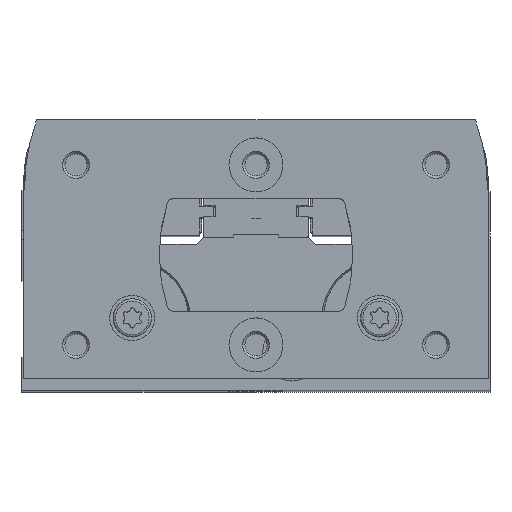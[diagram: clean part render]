
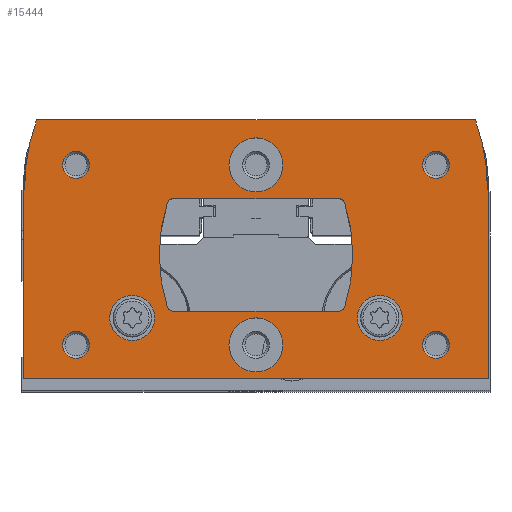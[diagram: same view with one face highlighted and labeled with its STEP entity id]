
A CAD part, top view. The second image highlights one B-rep face of the part: STEP entity #15444.
In plain terms, the highlighted planar face has unit normal (0, 0, 1).
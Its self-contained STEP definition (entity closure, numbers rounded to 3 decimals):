
#564=LINE('',#24115,#1442);
#569=LINE('',#24125,#1447);
#588=LINE('',#24174,#1466);
#594=LINE('',#24186,#1472);
#608=LINE('',#24257,#1486);
#610=LINE('',#24260,#1488);
#611=LINE('',#24318,#1489);
#612=LINE('',#24338,#1490);
#1442=VECTOR('',#19572,1000.);
#1447=VECTOR('',#19579,1000.);
#1466=VECTOR('',#19616,1000.);
#1472=VECTOR('',#19626,1000.);
#1486=VECTOR('',#19678,1000.);
#1488=VECTOR('',#19682,1000.);
#1489=VECTOR('',#19741,1000.);
#1490=VECTOR('',#19762,1000.);
#2041=PLANE('',#16707);
#3774=ORIENTED_EDGE('',*,*,#6847,.F.);
#3775=ORIENTED_EDGE('',*,*,#6848,.F.);
#3776=ORIENTED_EDGE('',*,*,#6849,.T.);
#3777=ORIENTED_EDGE('',*,*,#6850,.T.);
#3778=ORIENTED_EDGE('',*,*,#6851,.T.);
#3779=ORIENTED_EDGE('',*,*,#6852,.T.);
#3780=ORIENTED_EDGE('',*,*,#6853,.T.);
#3781=ORIENTED_EDGE('',*,*,#6854,.T.);
#3782=ORIENTED_EDGE('',*,*,#6798,.F.);
#3783=ORIENTED_EDGE('',*,*,#6815,.F.);
#3784=ORIENTED_EDGE('',*,*,#6810,.F.);
#3785=ORIENTED_EDGE('',*,*,#6807,.F.);
#3786=ORIENTED_EDGE('',*,*,#6855,.F.);
#3787=ORIENTED_EDGE('',*,*,#6856,.F.);
#3788=ORIENTED_EDGE('',*,*,#6857,.F.);
#3789=ORIENTED_EDGE('',*,*,#6801,.F.);
#3790=ORIENTED_EDGE('',*,*,#6785,.T.);
#3791=ORIENTED_EDGE('',*,*,#6779,.T.);
#3792=ORIENTED_EDGE('',*,*,#6817,.T.);
#3793=ORIENTED_EDGE('',*,*,#6749,.T.);
#3794=ORIENTED_EDGE('',*,*,#6754,.T.);
#3795=ORIENTED_EDGE('',*,*,#6758,.T.);
#3796=ORIENTED_EDGE('',*,*,#6846,.T.);
#3797=ORIENTED_EDGE('',*,*,#6791,.T.);
#6749=EDGE_CURVE('',#8438,#8437,#564,.T.);
#6754=EDGE_CURVE('',#8437,#8441,#569,.T.);
#6758=EDGE_CURVE('',#8441,#8443,#9552,.T.);
#6779=EDGE_CURVE('',#8460,#8462,#588,.T.);
#6785=EDGE_CURVE('',#8466,#8460,#594,.T.);
#6791=EDGE_CURVE('',#8471,#8466,#9558,.T.);
#6798=EDGE_CURVE('',#8475,#8476,#9561,.T.);
#6801=EDGE_CURVE('',#8476,#8477,#9562,.T.);
#6807=EDGE_CURVE('',#8481,#8482,#9565,.T.);
#6810=EDGE_CURVE('',#8482,#8484,#9566,.T.);
#6815=EDGE_CURVE('',#8484,#8475,#608,.T.);
#6817=EDGE_CURVE('',#8462,#8438,#610,.T.);
#6846=EDGE_CURVE('',#8443,#8471,#611,.T.);
#6847=EDGE_CURVE('',#8515,#8515,#9597,.T.);
#6848=EDGE_CURVE('',#8516,#8516,#9598,.T.);
#6849=EDGE_CURVE('',#8517,#8517,#9599,.T.);
#6850=EDGE_CURVE('',#8518,#8518,#9600,.T.);
#6851=EDGE_CURVE('',#8519,#8519,#9601,.T.);
#6852=EDGE_CURVE('',#8520,#8520,#9602,.T.);
#6853=EDGE_CURVE('',#8521,#8521,#9603,.T.);
#6854=EDGE_CURVE('',#8522,#8522,#9604,.T.);
#6855=EDGE_CURVE('',#8523,#8481,#9605,.T.);
#6856=EDGE_CURVE('',#8524,#8523,#612,.T.);
#6857=EDGE_CURVE('',#8477,#8524,#9606,.T.);
#8437=VERTEX_POINT('',#24114);
#8438=VERTEX_POINT('',#24116);
#8441=VERTEX_POINT('',#24124);
#8443=VERTEX_POINT('',#24131);
#8460=VERTEX_POINT('',#24168);
#8462=VERTEX_POINT('',#24173);
#8466=VERTEX_POINT('',#24184);
#8471=VERTEX_POINT('',#24199);
#8475=VERTEX_POINT('',#24214);
#8476=VERTEX_POINT('',#24216);
#8477=VERTEX_POINT('',#24224);
#8481=VERTEX_POINT('',#24237);
#8482=VERTEX_POINT('',#24239);
#8484=VERTEX_POINT('',#24249);
#8515=VERTEX_POINT('',#24321);
#8516=VERTEX_POINT('',#24323);
#8517=VERTEX_POINT('',#24325);
#8518=VERTEX_POINT('',#24327);
#8519=VERTEX_POINT('',#24329);
#8520=VERTEX_POINT('',#24331);
#8521=VERTEX_POINT('',#24333);
#8522=VERTEX_POINT('',#24335);
#8523=VERTEX_POINT('',#24337);
#8524=VERTEX_POINT('',#24339);
#9552=CIRCLE('',#16649,46.);
#9558=CIRCLE('',#16661,46.);
#9561=CIRCLE('',#16665,1.5);
#9562=CIRCLE('',#16667,38.);
#9565=CIRCLE('',#16671,38.);
#9566=CIRCLE('',#16673,1.5);
#9597=CIRCLE('',#16708,5.);
#9598=CIRCLE('',#16709,5.);
#9599=CIRCLE('',#16710,6.);
#9600=CIRCLE('',#16711,6.);
#9601=CIRCLE('',#16712,3.);
#9602=CIRCLE('',#16713,3.);
#9603=CIRCLE('',#16714,3.);
#9604=CIRCLE('',#16715,3.);
#9605=CIRCLE('',#16716,1.5);
#9606=CIRCLE('',#16717,1.5);
#10666=EDGE_LOOP('',(#3774));
#10667=EDGE_LOOP('',(#3775));
#10668=EDGE_LOOP('',(#3776));
#10669=EDGE_LOOP('',(#3777));
#10670=EDGE_LOOP('',(#3778));
#10671=EDGE_LOOP('',(#3779));
#10672=EDGE_LOOP('',(#3780));
#10673=EDGE_LOOP('',(#3781));
#10674=EDGE_LOOP('',(#3782,#3783,#3784,#3785,#3786,#3787,#3788,#3789));
#10675=EDGE_LOOP('',(#3790,#3791,#3792,#3793,#3794,#3795,#3796,#3797));
#11876=FACE_BOUND('',#10666,.T.);
#11877=FACE_BOUND('',#10667,.T.);
#11878=FACE_BOUND('',#10668,.T.);
#11879=FACE_BOUND('',#10669,.T.);
#11880=FACE_BOUND('',#10670,.T.);
#11881=FACE_BOUND('',#10671,.T.);
#11882=FACE_BOUND('',#10672,.T.);
#11883=FACE_BOUND('',#10673,.T.);
#11884=FACE_BOUND('',#10674,.T.);
#11885=FACE_BOUND('',#10675,.T.);
#15444=ADVANCED_FACE('',(#11876,#11877,#11878,#11879,#11880,#11881,#11882,
#11883,#11884,#11885),#2041,.T.);
#16649=AXIS2_PLACEMENT_3D('',#24132,#19586,#19587);
#16661=AXIS2_PLACEMENT_3D('',#24198,#19637,#19638);
#16665=AXIS2_PLACEMENT_3D('',#24215,#19648,#19649);
#16667=AXIS2_PLACEMENT_3D('',#24223,#19653,#19654);
#16671=AXIS2_PLACEMENT_3D('',#24238,#19663,#19664);
#16673=AXIS2_PLACEMENT_3D('',#24248,#19668,#19669);
#16707=AXIS2_PLACEMENT_3D('',#24319,#19742,#19743);
#16708=AXIS2_PLACEMENT_3D('',#24320,#19744,#19745);
#16709=AXIS2_PLACEMENT_3D('',#24322,#19746,#19747);
#16710=AXIS2_PLACEMENT_3D('',#24324,#19748,#19749);
#16711=AXIS2_PLACEMENT_3D('',#24326,#19750,#19751);
#16712=AXIS2_PLACEMENT_3D('',#24328,#19752,#19753);
#16713=AXIS2_PLACEMENT_3D('',#24330,#19754,#19755);
#16714=AXIS2_PLACEMENT_3D('',#24332,#19756,#19757);
#16715=AXIS2_PLACEMENT_3D('',#24334,#19758,#19759);
#16716=AXIS2_PLACEMENT_3D('',#24336,#19760,#19761);
#16717=AXIS2_PLACEMENT_3D('',#24340,#19763,#19764);
#19572=DIRECTION('',(0.,1.,0.));
#19579=DIRECTION('',(-0.866,0.5,0.));
#19586=DIRECTION('',(0.,0.,1.));
#19587=DIRECTION('',(1.,0.,0.));
#19616=DIRECTION('',(0.,-1.,0.));
#19626=DIRECTION('',(-0.866,-0.5,0.));
#19637=DIRECTION('',(0.,0.,1.));
#19638=DIRECTION('',(1.,0.,0.));
#19648=DIRECTION('',(0.,0.,1.));
#19649=DIRECTION('',(1.,0.,0.));
#19653=DIRECTION('',(0.,0.,1.));
#19654=DIRECTION('',(1.,0.,0.));
#19663=DIRECTION('',(0.,0.,1.));
#19664=DIRECTION('',(1.,0.,0.));
#19668=DIRECTION('',(0.,0.,1.));
#19669=DIRECTION('',(1.,0.,0.));
#19678=DIRECTION('',(-1.,0.,0.));
#19682=DIRECTION('',(1.,0.,0.));
#19741=DIRECTION('',(-1.,0.,0.));
#19742=DIRECTION('',(0.,0.,1.));
#19743=DIRECTION('',(1.,0.,0.));
#19744=DIRECTION('',(0.,0.,1.));
#19745=DIRECTION('',(1.,0.,0.));
#19746=DIRECTION('',(0.,0.,1.));
#19747=DIRECTION('',(1.,0.,0.));
#19748=DIRECTION('',(0.,0.,-1.));
#19749=DIRECTION('',(-1.,0.,0.));
#19750=DIRECTION('',(0.,0.,-1.));
#19751=DIRECTION('',(-1.,0.,0.));
#19752=DIRECTION('',(0.,0.,-1.));
#19753=DIRECTION('',(-1.,0.,0.));
#19754=DIRECTION('',(0.,0.,-1.));
#19755=DIRECTION('',(-1.,0.,0.));
#19756=DIRECTION('',(0.,0.,-1.));
#19757=DIRECTION('',(-1.,0.,0.));
#19758=DIRECTION('',(0.,0.,-1.));
#19759=DIRECTION('',(-1.,0.,0.));
#19760=DIRECTION('',(0.,0.,1.));
#19761=DIRECTION('',(1.,0.,0.));
#19762=DIRECTION('',(1.,0.,0.));
#19763=DIRECTION('',(0.,0.,1.));
#19764=DIRECTION('',(1.,0.,0.));
#24114=CARTESIAN_POINT('',(51.75,41.827,0.));
#24115=CARTESIAN_POINT('',(51.75,0.,0.));
#24116=CARTESIAN_POINT('',(51.75,0.,0.));
#24124=CARTESIAN_POINT('',(51.45,42.,0.));
#24125=CARTESIAN_POINT('',(51.75,41.827,0.));
#24131=CARTESIAN_POINT('',(48.76,57.5,0.));
#24132=CARTESIAN_POINT('',(5.45,42.,0.));
#24168=CARTESIAN_POINT('',(-51.75,41.827,0.));
#24173=CARTESIAN_POINT('',(-51.75,0.,0.));
#24174=CARTESIAN_POINT('',(-51.75,41.827,0.));
#24184=CARTESIAN_POINT('',(-51.45,42.,0.));
#24186=CARTESIAN_POINT('',(-51.45,42.,0.));
#24198=CARTESIAN_POINT('',(-5.45,42.,0.));
#24199=CARTESIAN_POINT('',(-48.76,57.5,0.));
#24214=CARTESIAN_POINT('',(-18.303,40.,0.));
#24215=CARTESIAN_POINT('',(-18.303,38.5,0.));
#24216=CARTESIAN_POINT('',(-19.733,38.952,0.));
#24223=CARTESIAN_POINT('',(16.5,27.5,0.));
#24224=CARTESIAN_POINT('',(-19.733,16.048,0.));
#24237=CARTESIAN_POINT('',(19.733,16.048,0.));
#24238=CARTESIAN_POINT('',(-16.5,27.5,0.));
#24239=CARTESIAN_POINT('',(19.733,38.952,0.));
#24248=CARTESIAN_POINT('',(18.303,38.5,0.));
#24249=CARTESIAN_POINT('',(18.303,40.,0.));
#24257=CARTESIAN_POINT('',(18.303,40.,0.));
#24260=CARTESIAN_POINT('',(-51.75,0.,0.));
#24318=CARTESIAN_POINT('',(48.76,57.5,0.));
#24319=CARTESIAN_POINT('',(5.45,42.,0.));
#24320=CARTESIAN_POINT('',(-27.5,13.5,0.));
#24321=CARTESIAN_POINT('',(-22.5,13.5,0.));
#24322=CARTESIAN_POINT('',(27.5,13.5,0.));
#24323=CARTESIAN_POINT('',(32.5,13.5,0.));
#24324=CARTESIAN_POINT('',(0.,7.5,0.));
#24325=CARTESIAN_POINT('',(-6.,7.5,0.));
#24326=CARTESIAN_POINT('',(0.,47.5,0.));
#24327=CARTESIAN_POINT('',(-6.,47.5,0.));
#24328=CARTESIAN_POINT('',(40.,7.5,0.));
#24329=CARTESIAN_POINT('',(37.,7.5,0.));
#24330=CARTESIAN_POINT('',(-40.,7.5,0.));
#24331=CARTESIAN_POINT('',(-43.,7.5,0.));
#24332=CARTESIAN_POINT('',(-40.,47.5,0.));
#24333=CARTESIAN_POINT('',(-43.,47.5,0.));
#24334=CARTESIAN_POINT('',(40.,47.5,0.));
#24335=CARTESIAN_POINT('',(37.,47.5,0.));
#24336=CARTESIAN_POINT('',(18.303,16.5,0.));
#24337=CARTESIAN_POINT('',(18.303,15.,0.));
#24338=CARTESIAN_POINT('',(-18.303,15.,0.));
#24339=CARTESIAN_POINT('',(-18.303,15.,0.));
#24340=CARTESIAN_POINT('',(-18.303,16.5,0.));
